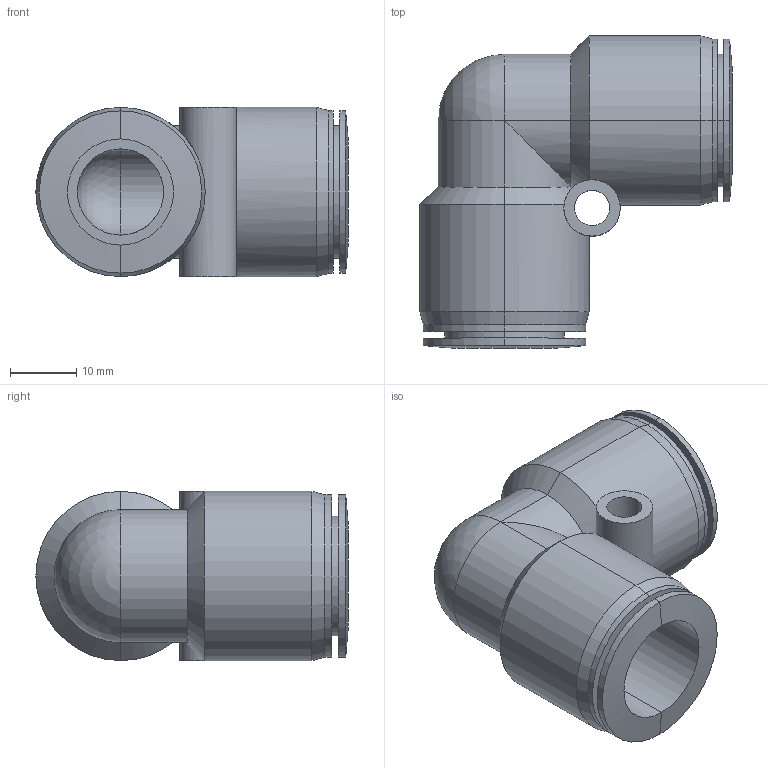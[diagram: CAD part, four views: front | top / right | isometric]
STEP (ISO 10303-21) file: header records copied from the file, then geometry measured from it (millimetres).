
FILE_DESCRIPTION (( 'STEP AP203' ), '1' );
FILE_NAME ('UL16M.step', '2016-02-15T20:19:47', ( '' ), ( '' ), 'SwSTEP 2.0', 'SolidWorks 2015', '' );
FILE_SCHEMA (( 'CONFIG_CONTROL_DESIGN' ));
Length unit declared in the file: millimetre
Products named in the file (1): UL16M
Bounding box: 47.05 x 47.05 x 25.5 mm (x, y, z)
Volume: 17593.3 mm3; surface area: 10373.5 mm2
Topology: 1 solids, 1 shells, 57 faces, 129 edges, 75 vertices
Faces by surface type: cylinder 33, cone 13, plane 9, sphere 2
Entity records: 1782 total; most frequent: CARTESIAN_POINT 423, DIRECTION 293, ORIENTED_EDGE 250, EDGE_CURVE 125, AXIS2_PLACEMENT_3D 124, VERTEX_POINT 73, CIRCLE 66, EDGE_LOOP 66
